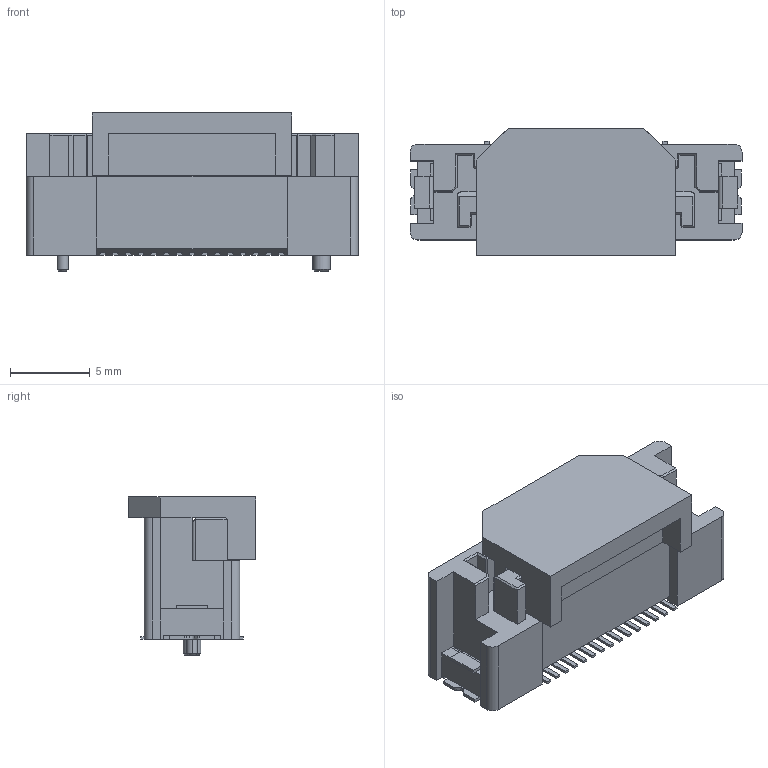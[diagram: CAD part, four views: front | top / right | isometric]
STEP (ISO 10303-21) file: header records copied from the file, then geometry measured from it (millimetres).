
FILE_DESCRIPTION( ('This file contains a STEP AP42 implementation' ,'as created by ZW3D STEP Interface translator.') ,'2;1' );
FILE_NAME( '3613-A030-076XXR01.stp' ,'23 323.143439', (''), ('ZWCAD Software Co.'), 'Version 1.0', 'ZW3D to STEP translator', '' );
FILE_SCHEMA(('AUTOMOTIVE_DESIGN { 1 0 10303 214 1 1 1 1 }'));
Length unit declared in the file: millimetre
Products named in the file (2): 0; 3613-A030-076XXR01
Bounding box: 20.8 x 8 x 9.9 mm (x, y, z)
Volume: 621.9 mm3; surface area: 1457.6 mm2
Topology: 1 solids, 1 shells, 1579 faces, 4327 edges, 2691 vertices
Faces by surface type: plane 1291, cylinder 239, bspline 45, cone 4
Entity records: 51419 total; most frequent: CARTESIAN_POINT 9796, ORIENTED_EDGE 8716, DIRECTION 7816, EDGE_CURVE 4328, VECTOR 3726, LINE 3726, VERTEX_POINT 2693, AXIS2_PLACEMENT_3D 2045
